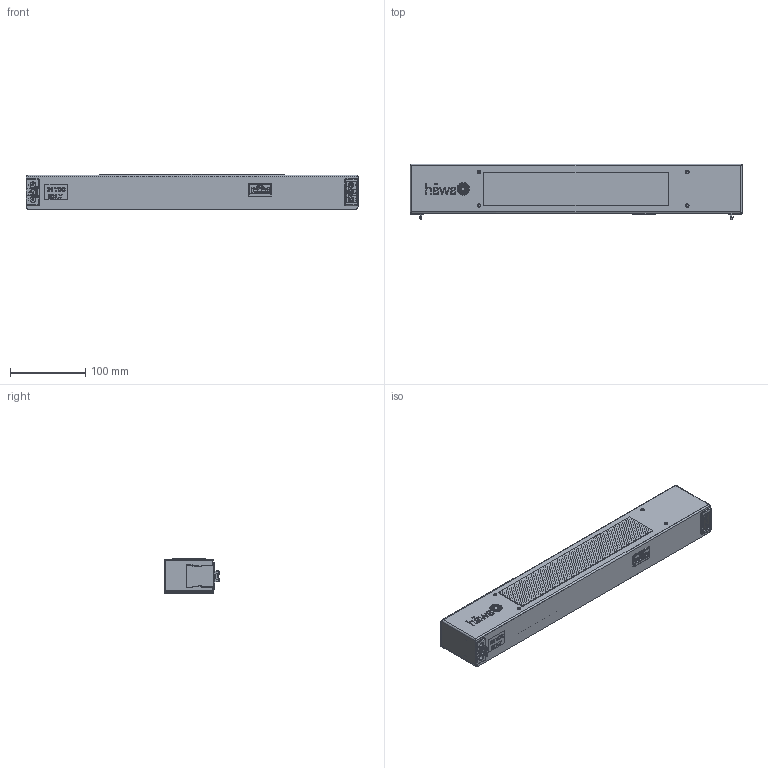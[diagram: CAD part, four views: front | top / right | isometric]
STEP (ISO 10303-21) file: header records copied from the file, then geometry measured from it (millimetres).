
FILE_DESCRIPTION (( 'STEP AP214' ), '1' );
FILE_NAME ('3080-7043-35-07.step', '2023-06-13T11:33:52', ( '' ), ( '' ), 'SwSTEP 2.0', 'SolidWorks 2019', '' );
FILE_SCHEMA (( 'AUTOMOTIVE_DESIGN' ));
Length unit declared in the file: millimetre
Products named in the file (18): Pad^3080-7043-35-07; Oberschale^3080-7043-35-07; Magnet^3080-7043-35-07; 3080-7043-35-07; Sensor^3080-7043-35-07; Stecker (female)^3080-7043-35-07; 24V^SOL; Schale^Unterschale_3080-7043-35-07; Stecker (male) Tuerschalter^3080-7043-35-07; 1^Oberschale_3080-7043-35-07; Unterschale^3080-7043-35-07; 1^Unterschale_3080-7043-35-07; Diffusor^3080-7043-35-07; Schraube^3080-7043-35-07; Schale^Oberschale_3080-7043-35-07; Logo^SOL; Stecker (male)^3080-7043-35-07
Assembly tree (23 placements, depth 4):
  3080-7043-35-07
    3080-7043-35-07
      Unterschale^3080-7043-35-07
        Schale^Unterschale_3080-7043-35-07
        1^Unterschale_3080-7043-35-07  x4
      Sensor^3080-7043-35-07
      Oberschale^3080-7043-35-07
        Schale^Oberschale_3080-7043-35-07
        1^Oberschale_3080-7043-35-07
      Schraube^3080-7043-35-07  x2
      Stecker (female)^3080-7043-35-07
      Stecker (male)^3080-7043-35-07
      Stecker (male) Tuerschalter^3080-7043-35-07
      Diffusor^3080-7043-35-07
      Magnet^3080-7043-35-07  x2
      Pad^3080-7043-35-07  x2
    Logo^SOL
    24V^SOL
Bounding box: 440 x 73.4 x 46.6 mm (x, y, z)
Volume: 170682.8 mm3; surface area: 273744.2 mm2
Topology: 29 solids, 31 shells, 3613 faces, 9493 edges, 6018 vertices
Faces by surface type: plane 1887, cylinder 993, bspline 326, cone 240, torus 125, sphere 42
Entity records: 124491 total; most frequent: CARTESIAN_POINT 40666, ORIENTED_EDGE 18288, DIRECTION 15665, EDGE_CURVE 9144, VERTEX_POINT 5831, VECTOR 5287, LINE 5287, AXIS2_PLACEMENT_3D 5189
